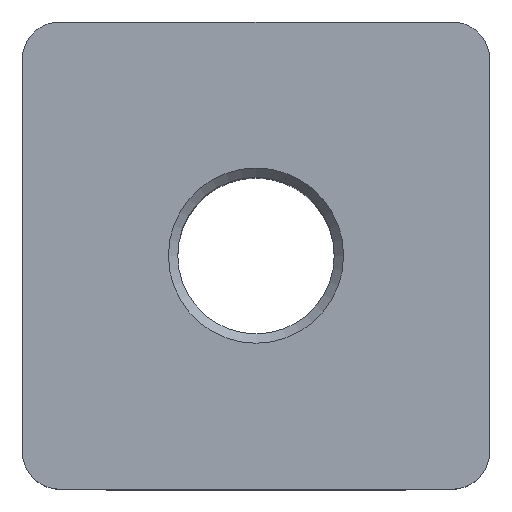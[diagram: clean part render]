
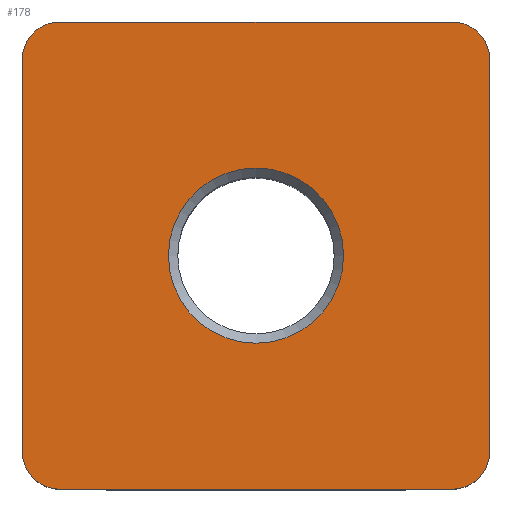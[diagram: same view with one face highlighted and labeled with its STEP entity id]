
A CAD part, top view. The second image highlights one B-rep face of the part: STEP entity #178.
In plain terms, the highlighted planar face has unit normal (0, 0, 1).
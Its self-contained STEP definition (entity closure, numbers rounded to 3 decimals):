
#178 = ADVANCED_FACE( '', ( #401, #402 ), #403, .T. );
#401 = FACE_BOUND( '', #668, .T. );
#402 = FACE_OUTER_BOUND( '', #669, .T. );
#403 = PLANE( '', #670 );
#668 = EDGE_LOOP( '', ( #1123 ) );
#669 = EDGE_LOOP( '', ( #1124, #1125, #1126, #1127, #1128, #1129, #1130, #1131 ) );
#670 = AXIS2_PLACEMENT_3D( '', #1132, #1133, #1134 );
#1123 = ORIENTED_EDGE( '', *, *, #1620, .T. );
#1124 = ORIENTED_EDGE( '', *, *, #1709, .T. );
#1125 = ORIENTED_EDGE( '', *, *, #1666, .T. );
#1126 = ORIENTED_EDGE( '', *, *, #1712, .T. );
#1127 = ORIENTED_EDGE( '', *, *, #1713, .T. );
#1128 = ORIENTED_EDGE( '', *, *, #1714, .T. );
#1129 = ORIENTED_EDGE( '', *, *, #1622, .T. );
#1130 = ORIENTED_EDGE( '', *, *, #1593, .T. );
#1131 = ORIENTED_EDGE( '', *, *, #1715, .T. );
#1132 = CARTESIAN_POINT( '', ( 0., 0., 24. ) );
#1133 = DIRECTION( '', ( 0., 0., 1. ) );
#1134 = DIRECTION( '', ( 1., 0., 0. ) );
#1593 = EDGE_CURVE( '', #1914, #1912, #1915, .T. );
#1620 = EDGE_CURVE( '', #1959, #1959, #1960, .F. );
#1622 = EDGE_CURVE( '', #1962, #1914, #1963, .T. );
#1666 = EDGE_CURVE( '', #2033, #2034, #2035, .T. );
#1709 = EDGE_CURVE( '', #2096, #2033, #2097, .T. );
#1712 = EDGE_CURVE( '', #2034, #2100, #2101, .T. );
#1713 = EDGE_CURVE( '', #2100, #2102, #2103, .T. );
#1714 = EDGE_CURVE( '', #2102, #1962, #2104, .T. );
#1715 = EDGE_CURVE( '', #1912, #2096, #2105, .T. );
#1912 = VERTEX_POINT( '', #2363 );
#1914 = VERTEX_POINT( '', #2366 );
#1915 = LINE( '', #2367, #2368 );
#1959 = VERTEX_POINT( '', #2431 );
#1960 = CIRCLE( '', #2432, 4.688 );
#1962 = VERTEX_POINT( '', #2434 );
#1963 = CIRCLE( '', #2435, 2. );
#2033 = VERTEX_POINT( '', #2537 );
#2034 = VERTEX_POINT( '', #2538 );
#2035 = CIRCLE( '', #2539, 2. );
#2096 = VERTEX_POINT( '', #2630 );
#2097 = LINE( '', #2631, #2632 );
#2100 = VERTEX_POINT( '', #2636 );
#2101 = LINE( '', #2637, #2638 );
#2102 = VERTEX_POINT( '', #2639 );
#2103 = CIRCLE( '', #2640, 2. );
#2104 = LINE( '', #2641, #2642 );
#2105 = CIRCLE( '', #2643, 2. );
#2363 = CARTESIAN_POINT( '', ( -10.5, 12.5, 24. ) );
#2366 = CARTESIAN_POINT( '', ( 10.5, 12.5, 24. ) );
#2367 = CARTESIAN_POINT( '', ( 12.5, 12.5, 24. ) );
#2368 = VECTOR( '', #2876, 1000. );
#2431 = CARTESIAN_POINT( '', ( 4.688, 0., 24. ) );
#2432 = AXIS2_PLACEMENT_3D( '', #2899, #2900, #2901 );
#2434 = CARTESIAN_POINT( '', ( 12.5, 10.5, 24. ) );
#2435 = AXIS2_PLACEMENT_3D( '', #2902, #2903, #2904 );
#2537 = CARTESIAN_POINT( '', ( -12.5, -10.5, 24. ) );
#2538 = CARTESIAN_POINT( '', ( -10.5, -12.5, 24. ) );
#2539 = AXIS2_PLACEMENT_3D( '', #2946, #2947, #2948 );
#2630 = CARTESIAN_POINT( '', ( -12.5, 10.5, 24. ) );
#2631 = CARTESIAN_POINT( '', ( -12.5, 12.5, 24. ) );
#2632 = VECTOR( '', #2985, 1000. );
#2636 = CARTESIAN_POINT( '', ( 10.5, -12.5, 24. ) );
#2637 = CARTESIAN_POINT( '', ( -12.5, -12.5, 24. ) );
#2638 = VECTOR( '', #2987, 1000. );
#2639 = CARTESIAN_POINT( '', ( 12.5, -10.5, 24. ) );
#2640 = AXIS2_PLACEMENT_3D( '', #2988, #2989, #2990 );
#2641 = CARTESIAN_POINT( '', ( 12.5, -12.5, 24. ) );
#2642 = VECTOR( '', #2991, 1000. );
#2643 = AXIS2_PLACEMENT_3D( '', #2992, #2993, #2994 );
#2876 = DIRECTION( '', ( -1., 0., 0. ) );
#2899 = CARTESIAN_POINT( '', ( 0., 0., 24. ) );
#2900 = DIRECTION( '', ( 0., 0., 1. ) );
#2901 = DIRECTION( '', ( 1., 0., 0. ) );
#2902 = CARTESIAN_POINT( '', ( 10.5, 10.5, 24. ) );
#2903 = DIRECTION( '', ( 0., 0., 1. ) );
#2904 = DIRECTION( '', ( 1., 0., 0. ) );
#2946 = CARTESIAN_POINT( '', ( -10.5, -10.5, 24. ) );
#2947 = DIRECTION( '', ( 0., 0., 1. ) );
#2948 = DIRECTION( '', ( 1., 0., 0. ) );
#2985 = DIRECTION( '', ( 0., -1., 0. ) );
#2987 = DIRECTION( '', ( 1., 0., 0. ) );
#2988 = CARTESIAN_POINT( '', ( 10.5, -10.5, 24. ) );
#2989 = DIRECTION( '', ( 0., 0., 1. ) );
#2990 = DIRECTION( '', ( 1., 0., 0. ) );
#2991 = DIRECTION( '', ( 0., 1., 0. ) );
#2992 = CARTESIAN_POINT( '', ( -10.5, 10.5, 24. ) );
#2993 = DIRECTION( '', ( 0., 0., 1. ) );
#2994 = DIRECTION( '', ( 1., 0., 0. ) );
